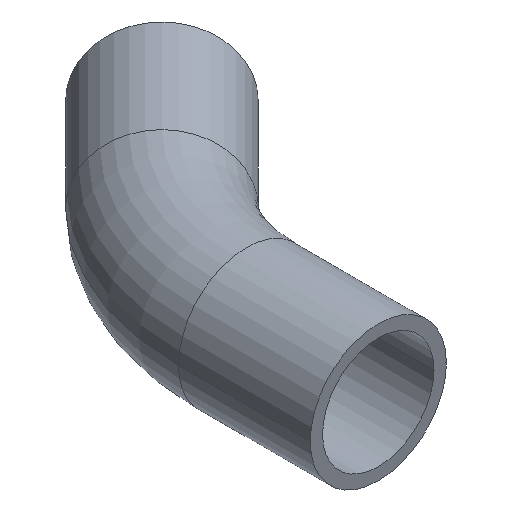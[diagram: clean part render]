
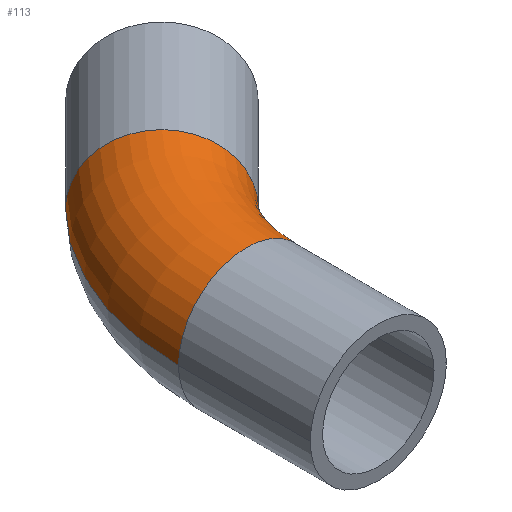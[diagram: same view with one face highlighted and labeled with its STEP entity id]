
A CAD part, isometric view. The second image highlights one B-rep face of the part: STEP entity #113.
In plain terms, the highlighted toroidal (fillet/blend) face has major radius 420 mm and minor radius 140 mm.
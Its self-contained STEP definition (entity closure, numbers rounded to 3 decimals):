
#83 = VERTEX_POINT( '', #217 );
#109 = EDGE_CURVE( '', #163, #83, #246, .T. );
#113 = ADVANCED_FACE( '', ( #252 ), #253, .T. );
#139 = EDGE_CURVE( '', #161, #83, #282, .T. );
#161 = VERTEX_POINT( '', #307 );
#163 = VERTEX_POINT( '', #309 );
#167 = EDGE_CURVE( '', #163, #185, #313, .T. );
#185 = VERTEX_POINT( '', #333 );
#191 = EDGE_CURVE( '', #161, #185, #340, .T. );
#217 = CARTESIAN_POINT( '', ( -140., 271., 0. ) );
#246 = CIRCLE( '', #394, 560. );
#252 = FACE_OUTER_BOUND( '', #400, .T. );
#253 = TOROIDAL_SURFACE( '', #401, 420., 140. );
#282 = CIRCLE( '', #438, 140. );
#307 = CARTESIAN_POINT( '', ( 140., 271., 0. ) );
#309 = CARTESIAN_POINT( '', ( 24.02, 666.98, 0. ) );
#313 = CIRCLE( '', #478, 140. );
#333 = CARTESIAN_POINT( '', ( 222.01, 468.99, 0. ) );
#340 = CIRCLE( '', #513, 280. );
#394 = AXIS2_PLACEMENT_3D( '', #557, #558, #559 );
#400 = EDGE_LOOP( '', ( #569, #570, #571, #572 ) );
#401 = AXIS2_PLACEMENT_3D( '', #573, #574, #575 );
#438 = AXIS2_PLACEMENT_3D( '', #611, #612, #613 );
#478 = AXIS2_PLACEMENT_3D( '', #652, #653, #654 );
#513 = AXIS2_PLACEMENT_3D( '', #695, #696, #697 );
#557 = CARTESIAN_POINT( '', ( 420., 271., 0. ) );
#558 = DIRECTION( '', ( 0., 0., 1. ) );
#559 = DIRECTION( '', ( 1., 0., 0. ) );
#569 = ORIENTED_EDGE( '', *, *, #109, .T. );
#570 = ORIENTED_EDGE( '', *, *, #139, .F. );
#571 = ORIENTED_EDGE( '', *, *, #191, .T. );
#572 = ORIENTED_EDGE( '', *, *, #167, .F. );
#573 = CARTESIAN_POINT( '', ( 420., 271., 0. ) );
#574 = DIRECTION( '', ( 0., 0., 1. ) );
#575 = DIRECTION( '', ( 1., 0., 0. ) );
#611 = CARTESIAN_POINT( '', ( 0., 271., 0. ) );
#612 = DIRECTION( '', ( 0., -1., 0. ) );
#613 = DIRECTION( '', ( -1., 0., 0. ) );
#652 = CARTESIAN_POINT( '', ( 123.015, 567.985, 0. ) );
#653 = DIRECTION( '', ( 0.707, 0.707, 0. ) );
#654 = DIRECTION( '', ( 0.707, -0.707, 0. ) );
#695 = CARTESIAN_POINT( '', ( 420., 271., 0. ) );
#696 = DIRECTION( '', ( 0., 0., -1. ) );
#697 = DIRECTION( '', ( 1., 0., 0. ) );
